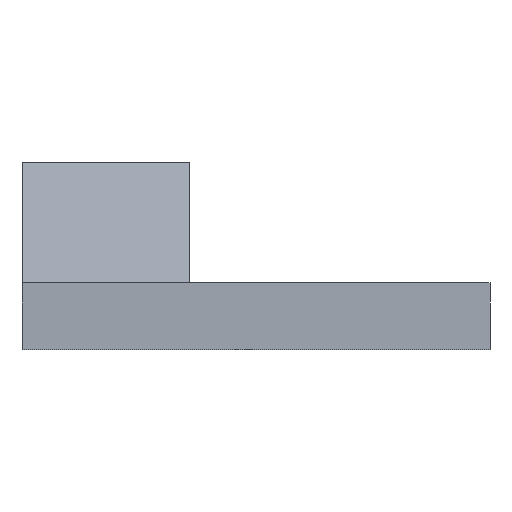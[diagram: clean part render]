
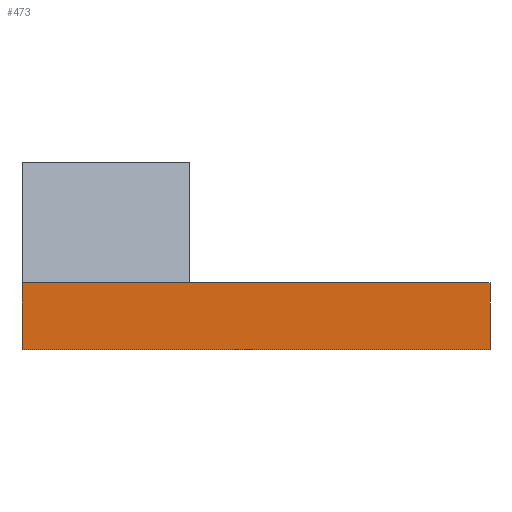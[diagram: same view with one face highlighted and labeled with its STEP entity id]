
A CAD part, left-side view. The second image highlights one B-rep face of the part: STEP entity #473.
In plain terms, the highlighted planar face has unit normal (-1, 0, 0).
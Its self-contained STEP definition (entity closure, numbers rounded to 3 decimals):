
#41=PLANE('',#528);
#64=FACE_OUTER_BOUND('',#99,.T.);
#99=EDGE_LOOP('',(#430,#431,#432,#433));
#146=LINE('',#770,#197);
#150=LINE('',#777,#201);
#151=LINE('',#779,#202);
#152=LINE('',#780,#203);
#197=VECTOR('',#639,10.);
#201=VECTOR('',#645,10.);
#202=VECTOR('',#648,10.);
#203=VECTOR('',#649,10.);
#254=VERTEX_POINT('',#767);
#255=VERTEX_POINT('',#769);
#256=VERTEX_POINT('',#773);
#257=VERTEX_POINT('',#775);
#314=EDGE_CURVE('',#254,#255,#146,.T.);
#318=EDGE_CURVE('',#256,#257,#150,.T.);
#319=EDGE_CURVE('',#256,#254,#151,.T.);
#320=EDGE_CURVE('',#255,#257,#152,.T.);
#430=ORIENTED_EDGE('',*,*,#319,.F.);
#431=ORIENTED_EDGE('',*,*,#318,.T.);
#432=ORIENTED_EDGE('',*,*,#320,.F.);
#433=ORIENTED_EDGE('',*,*,#314,.F.);
#473=ADVANCED_FACE('',(#64),#41,.T.);
#528=AXIS2_PLACEMENT_3D('',#778,#646,#647);
#639=DIRECTION('',(0.,-1.,0.));
#645=DIRECTION('',(0.,-1.,0.));
#646=DIRECTION('center_axis',(-1.,0.,0.));
#647=DIRECTION('ref_axis',(0.,0.,-1.));
#648=DIRECTION('',(0.,0.,1.));
#649=DIRECTION('',(0.,0.,-1.));
#767=CARTESIAN_POINT('',(-139.5,0.,-8.));
#769=CARTESIAN_POINT('',(-139.5,-70.,-8.));
#770=CARTESIAN_POINT('',(-139.5,0.,-8.));
#773=CARTESIAN_POINT('',(-139.5,0.,-18.));
#775=CARTESIAN_POINT('',(-139.5,-70.,-18.));
#777=CARTESIAN_POINT('',(-139.5,0.,-18.));
#778=CARTESIAN_POINT('Origin',(-139.5,0.,-8.));
#779=CARTESIAN_POINT('',(-139.5,0.,-18.));
#780=CARTESIAN_POINT('',(-139.5,-70.,-18.));
